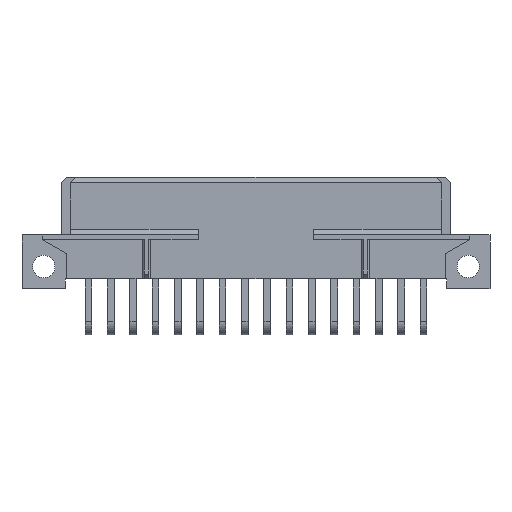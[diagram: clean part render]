
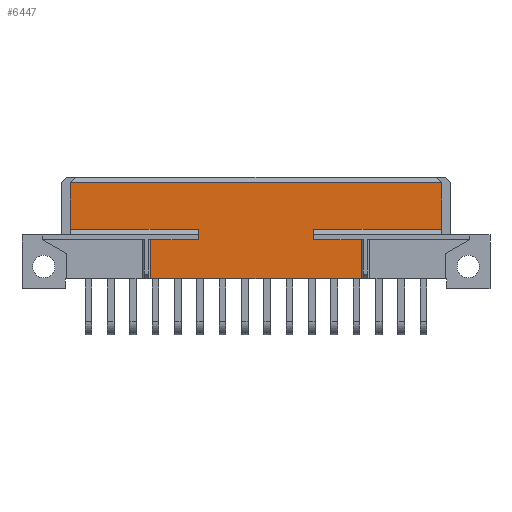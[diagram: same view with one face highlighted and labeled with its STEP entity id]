
A CAD part, front view. The second image highlights one B-rep face of the part: STEP entity #6447.
In plain terms, the highlighted planar face has unit normal (0, -1, 0).
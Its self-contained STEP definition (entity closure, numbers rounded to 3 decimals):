
#6447=ADVANCED_FACE('',(#7966),#7281,.F.);
#7281=PLANE('',#21593);
#7966=FACE_OUTER_BOUND('',#8842,.T.);
#8842=EDGE_LOOP('',(#9994,#9995,#9996,#9997,#9998,#9999,#10000,#10001,#10002,
#10003,#10004,#10005));
#9994=ORIENTED_EDGE('',*,*,#15847,.T.);
#9995=ORIENTED_EDGE('',*,*,#15848,.F.);
#9996=ORIENTED_EDGE('',*,*,#15592,.T.);
#9997=ORIENTED_EDGE('',*,*,#15849,.F.);
#9998=ORIENTED_EDGE('',*,*,#15578,.T.);
#9999=ORIENTED_EDGE('',*,*,#15850,.T.);
#10000=ORIENTED_EDGE('',*,*,#15790,.T.);
#10001=ORIENTED_EDGE('',*,*,#15851,.T.);
#10002=ORIENTED_EDGE('',*,*,#15816,.T.);
#10003=ORIENTED_EDGE('',*,*,#15852,.F.);
#10004=ORIENTED_EDGE('',*,*,#15853,.T.);
#10005=ORIENTED_EDGE('',*,*,#15854,.T.);
#14114=VERTEX_POINT('',#26877);
#14115=VERTEX_POINT('',#26878);
#14127=VERTEX_POINT('',#26905);
#14128=VERTEX_POINT('',#26907);
#14325=VERTEX_POINT('',#27302);
#14326=VERTEX_POINT('',#27304);
#14350=VERTEX_POINT('',#27356);
#14351=VERTEX_POINT('',#27358);
#14375=VERTEX_POINT('',#27419);
#14376=VERTEX_POINT('',#27420);
#14377=VERTEX_POINT('',#27426);
#14378=VERTEX_POINT('',#27428);
#15578=EDGE_CURVE('',#14114,#14115,#17776,.T.);
#15592=EDGE_CURVE('',#14128,#14127,#17790,.T.);
#15790=EDGE_CURVE('',#14326,#14325,#17988,.T.);
#15816=EDGE_CURVE('',#14351,#14350,#18014,.T.);
#15847=EDGE_CURVE('',#14375,#14376,#18045,.T.);
#15848=EDGE_CURVE('',#14128,#14376,#18046,.T.);
#15849=EDGE_CURVE('',#14114,#14127,#18047,.T.);
#15850=EDGE_CURVE('',#14115,#14326,#18048,.T.);
#15851=EDGE_CURVE('',#14325,#14351,#18049,.T.);
#15852=EDGE_CURVE('',#14377,#14350,#18050,.T.);
#15853=EDGE_CURVE('',#14377,#14378,#18051,.T.);
#15854=EDGE_CURVE('',#14378,#14375,#18052,.T.);
#17776=LINE('',#26876,#19678);
#17790=LINE('',#26906,#19692);
#17988=LINE('',#27303,#19890);
#18014=LINE('',#27357,#19916);
#18045=LINE('',#27418,#19947);
#18046=LINE('',#27421,#19948);
#18047=LINE('',#27422,#19949);
#18048=LINE('',#27423,#19950);
#18049=LINE('',#27424,#19951);
#18050=LINE('',#27425,#19952);
#18051=LINE('',#27427,#19953);
#18052=LINE('',#27429,#19954);
#19678=VECTOR('',#22713,1.);
#19692=VECTOR('',#22731,1.);
#19890=VECTOR('',#22931,1.);
#19916=VECTOR('',#22963,1.);
#19947=VECTOR('',#23006,1.);
#19948=VECTOR('',#23007,1.);
#19949=VECTOR('',#23008,1.);
#19950=VECTOR('',#23009,1.);
#19951=VECTOR('',#23010,1.);
#19952=VECTOR('',#23011,1.);
#19953=VECTOR('',#23012,1.);
#19954=VECTOR('',#23013,1.);
#21593=AXIS2_PLACEMENT_3D('',#27430,#23014,#23015);
#22713=DIRECTION('',(-1.,0.,0.));
#22731=DIRECTION('',(1.,0.,0.));
#22931=DIRECTION('',(1.,0.,0.));
#22963=DIRECTION('',(-1.,0.,0.));
#23006=DIRECTION('',(-1.,0.,0.));
#23007=DIRECTION('',(0.,0.,1.));
#23008=DIRECTION('',(0.,0.,1.));
#23009=DIRECTION('',(0.,0.,-1.));
#23010=DIRECTION('',(0.,0.,1.));
#23011=DIRECTION('',(0.,0.,-1.));
#23012=DIRECTION('',(1.,0.,0.));
#23013=DIRECTION('',(0.,0.,1.));
#23014=DIRECTION('',(0.,1.,0.));
#23015=DIRECTION('',(-1.,0.,0.));
#26876=CARTESIAN_POINT('',(-26.6,0.,-7.1));
#26877=CARTESIAN_POINT('',(-6.55,0.,-7.1));
#26878=CARTESIAN_POINT('',(-11.95,0.,-7.1));
#26905=CARTESIAN_POINT('',(-6.55,0.,-5.92));
#26906=CARTESIAN_POINT('',(22.15,0.,-5.92));
#26907=CARTESIAN_POINT('',(-21.1,0.,-5.92));
#27302=CARTESIAN_POINT('',(11.95,0.,-11.55));
#27303=CARTESIAN_POINT('',(-26.6,0.,-11.55));
#27304=CARTESIAN_POINT('',(-11.95,0.,-11.55));
#27356=CARTESIAN_POINT('',(6.55,0.,-7.1));
#27357=CARTESIAN_POINT('',(-26.6,0.,-7.1));
#27358=CARTESIAN_POINT('',(11.95,0.,-7.1));
#27418=CARTESIAN_POINT('',(22.15,0.,-0.63));
#27419=CARTESIAN_POINT('',(21.1,0.,-0.63));
#27420=CARTESIAN_POINT('',(-21.1,0.,-0.63));
#27421=CARTESIAN_POINT('',(-21.1,0.,-64.845));
#27422=CARTESIAN_POINT('',(-6.55,0.,-11.55));
#27423=CARTESIAN_POINT('',(-11.95,0.,-11.55));
#27424=CARTESIAN_POINT('',(11.95,0.,-7.1));
#27425=CARTESIAN_POINT('',(6.55,0.,-0.63));
#27426=CARTESIAN_POINT('',(6.55,0.,-5.92));
#27427=CARTESIAN_POINT('',(22.15,0.,-5.92));
#27428=CARTESIAN_POINT('',(21.1,0.,-5.92));
#27429=CARTESIAN_POINT('',(21.1,0.,-64.845));
#27430=CARTESIAN_POINT('',(22.15,0.,-6.55));
